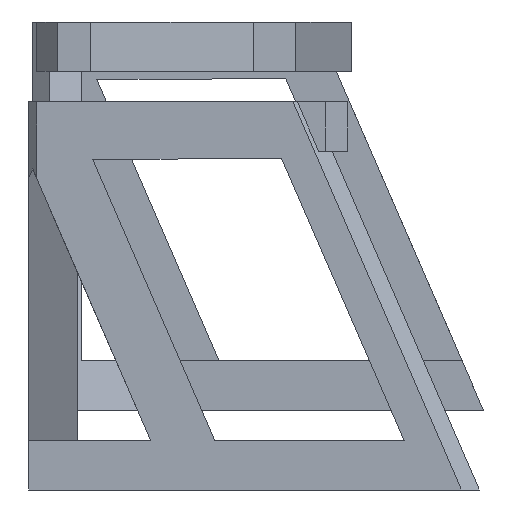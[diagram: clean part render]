
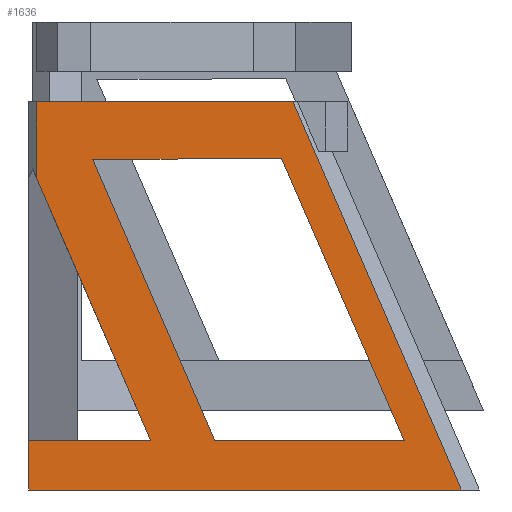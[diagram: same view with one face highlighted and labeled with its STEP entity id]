
A CAD part, left-side view. The second image highlights one B-rep face of the part: STEP entity #1636.
In plain terms, the highlighted planar face has unit normal (-1, 0, 0).
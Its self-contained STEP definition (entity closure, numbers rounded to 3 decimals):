
#25=FACE_BOUND('',#193,.T.);
#108=FACE_OUTER_BOUND('',#192,.T.);
#192=EDGE_LOOP('',(#1345,#1346,#1347,#1348,#1349,#1350,#1351));
#193=EDGE_LOOP('',(#1352,#1353,#1354,#1355));
#369=LINE('',#2488,#587);
#371=LINE('',#2492,#589);
#374=LINE('',#2497,#592);
#378=LINE('',#2504,#596);
#379=LINE('',#2508,#597);
#380=LINE('',#2510,#598);
#381=LINE('',#2512,#599);
#382=LINE('',#2514,#600);
#383=LINE('',#2515,#601);
#384=LINE('',#2516,#602);
#385=LINE('',#2517,#603);
#587=VECTOR('',#2034,10.);
#589=VECTOR('',#2038,10.);
#592=VECTOR('',#2043,10.);
#596=VECTOR('',#2049,10.);
#597=VECTOR('',#2052,10.);
#598=VECTOR('',#2053,10.);
#599=VECTOR('',#2054,10.);
#600=VECTOR('',#2055,10.);
#601=VECTOR('',#2056,10.);
#602=VECTOR('',#2057,10.);
#603=VECTOR('',#2058,10.);
#770=VERTEX_POINT('',#2485);
#771=VERTEX_POINT('',#2487);
#772=VERTEX_POINT('',#2491);
#773=VERTEX_POINT('',#2495);
#774=VERTEX_POINT('',#2499);
#775=VERTEX_POINT('',#2502);
#776=VERTEX_POINT('',#2506);
#777=VERTEX_POINT('',#2507);
#778=VERTEX_POINT('',#2509);
#779=VERTEX_POINT('',#2511);
#780=VERTEX_POINT('',#2513);
#971=EDGE_CURVE('',#770,#771,#369,.T.);
#973=EDGE_CURVE('',#771,#772,#371,.T.);
#976=EDGE_CURVE('',#773,#770,#374,.T.);
#980=EDGE_CURVE('',#774,#775,#378,.T.);
#981=EDGE_CURVE('',#776,#777,#379,.T.);
#982=EDGE_CURVE('',#778,#777,#380,.T.);
#983=EDGE_CURVE('',#779,#778,#381,.T.);
#984=EDGE_CURVE('',#779,#780,#382,.T.);
#985=EDGE_CURVE('',#780,#774,#383,.T.);
#986=EDGE_CURVE('',#776,#775,#384,.T.);
#987=EDGE_CURVE('',#772,#773,#385,.T.);
#1345=ORIENTED_EDGE('',*,*,#981,.T.);
#1346=ORIENTED_EDGE('',*,*,#982,.F.);
#1347=ORIENTED_EDGE('',*,*,#983,.F.);
#1348=ORIENTED_EDGE('',*,*,#984,.T.);
#1349=ORIENTED_EDGE('',*,*,#985,.T.);
#1350=ORIENTED_EDGE('',*,*,#980,.T.);
#1351=ORIENTED_EDGE('',*,*,#986,.F.);
#1352=ORIENTED_EDGE('',*,*,#987,.F.);
#1353=ORIENTED_EDGE('',*,*,#973,.F.);
#1354=ORIENTED_EDGE('',*,*,#971,.F.);
#1355=ORIENTED_EDGE('',*,*,#976,.F.);
#1562=PLANE('',#1739);
#1636=ADVANCED_FACE('',(#108,#25),#1562,.F.);
#1739=AXIS2_PLACEMENT_3D('',#2505,#2050,#2051);
#2034=DIRECTION('',(0.,1.,-0.006));
#2038=DIRECTION('',(0.,-0.398,-0.917));
#2043=DIRECTION('',(0.,0.398,0.917));
#2049=DIRECTION('',(0.,0.398,0.917));
#2050=DIRECTION('center_axis',(1.,0.,0.));
#2051=DIRECTION('ref_axis',(0.,0.,1.));
#2052=DIRECTION('',(0.,0.,-1.));
#2053=DIRECTION('',(0.,0.398,0.917));
#2054=DIRECTION('',(0.,-1.,0.));
#2055=DIRECTION('',(0.,0.,-1.));
#2056=DIRECTION('',(0.,-1.,0.));
#2057=DIRECTION('',(0.,-1.,0.));
#2058=DIRECTION('',(0.,-1.,0.));
#2485=CARTESIAN_POINT('',(-30.328,-5.913,446.62));
#2487=CARTESIAN_POINT('',(-30.328,17.049,446.486));
#2488=CARTESIAN_POINT('',(-30.328,9.587,446.53));
#2491=CARTESIAN_POINT('',(-30.328,2.195,412.293));
#2492=CARTESIAN_POINT('',(-30.328,10.324,431.006));
#2495=CARTESIAN_POINT('',(-30.328,-20.825,412.293));
#2497=CARTESIAN_POINT('',(-30.328,-18.296,418.115));
#2499=CARTESIAN_POINT('',(-30.328,-27.793,406.293));
#2502=CARTESIAN_POINT('',(-30.328,-7.285,453.5));
#2504=CARTESIAN_POINT('',(-30.328,-23.787,415.514));
#2505=CARTESIAN_POINT('Origin',(-30.328,24.854,406.293));
#2506=CARTESIAN_POINT('',(-30.328,23.854,453.5));
#2507=CARTESIAN_POINT('',(-30.328,23.854,444.184));
#2508=CARTESIAN_POINT('',(-30.328,23.854,418.094));
#2509=CARTESIAN_POINT('',(-30.328,10.,412.293));
#2510=CARTESIAN_POINT('',(-30.328,17.51,429.58));
#2511=CARTESIAN_POINT('',(-30.328,24.854,412.293));
#2512=CARTESIAN_POINT('',(-30.328,17.427,412.293));
#2513=CARTESIAN_POINT('',(-30.328,24.854,406.293));
#2514=CARTESIAN_POINT('',(-30.328,24.854,453.5));
#2515=CARTESIAN_POINT('',(-30.328,24.854,406.293));
#2516=CARTESIAN_POINT('',(-30.328,24.854,453.5));
#2517=CARTESIAN_POINT('',(-30.328,13.524,412.293));
